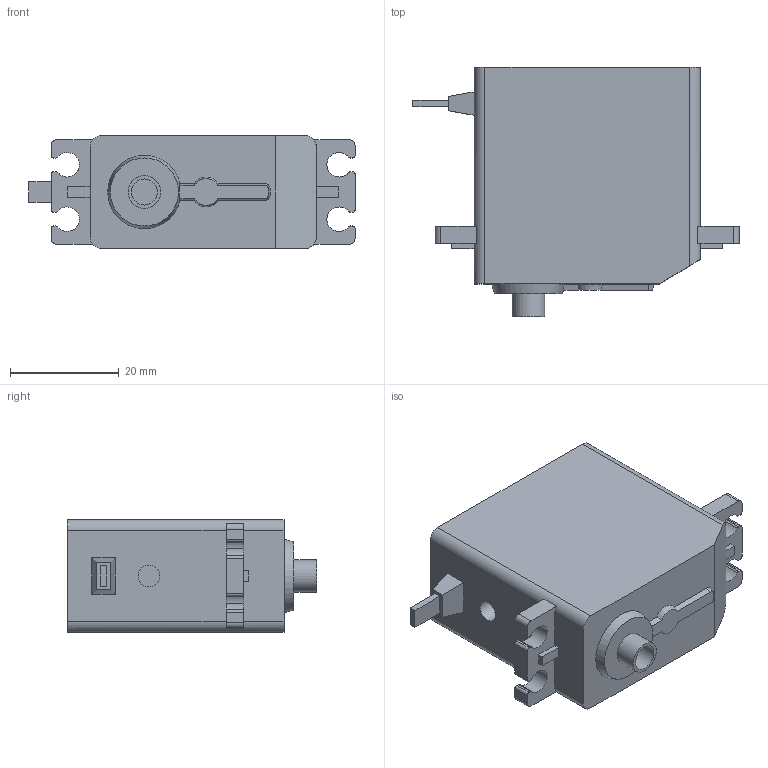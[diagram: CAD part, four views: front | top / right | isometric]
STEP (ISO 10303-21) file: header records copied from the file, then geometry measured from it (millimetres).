
FILE_DESCRIPTION(('FreeCAD Model'),'2;1');
FILE_NAME('SERVO_CONTINUOUS_ROTATION_PROTOPIC.step' ,'2014-08-12T14:01:06',('FreeCAD'),('FreeCAD'), 'Open CASCADE STEP processor 6.3','FreeCAD','Unknown');
FILE_SCHEMA(('AUTOMOTIVE_DESIGN_CC2 { 1 2 10303 214 -1 1 5 4 }'));
Length unit declared in the file: millimetre
Products named in the file (1): Servo360-flange-detail
Bounding box: 60 x 45.85 x 20.75 mm (x, y, z)
Volume: 35009.4 mm3; surface area: 7518.3 mm2
Topology: 1 solids, 1 shells, 97 faces, 273 edges, 184 vertices
Faces by surface type: plane 59, cylinder 33, cone 5
Full cylindrical faces by diameter (mm): 4 x1, 4.8 x1, 6 x1
Entity records: 6929 total; most frequent: CARTESIAN_POINT 1441, DIRECTION 1059, LINE 615, VECTOR 615, ORIENTED_EDGE 546, PCURVE 546, DEFINITIONAL_REPRESENTATION 546, EDGE_CURVE 273
